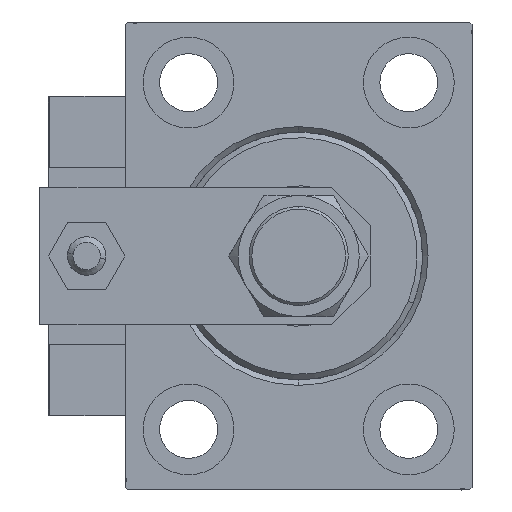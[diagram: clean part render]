
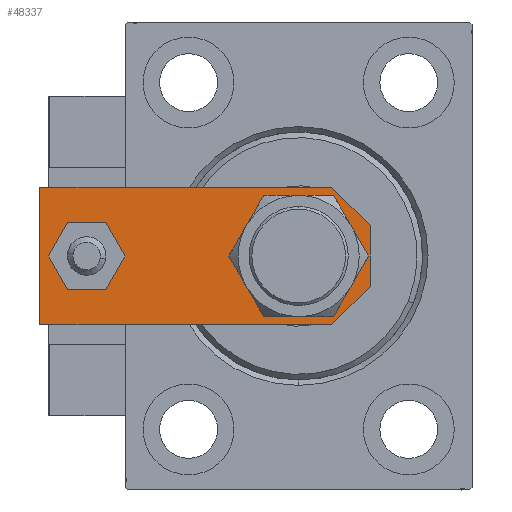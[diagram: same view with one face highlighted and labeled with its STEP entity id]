
A CAD part, left-side view. The second image highlights one B-rep face of the part: STEP entity #48337.
In plain terms, the highlighted face is planar.
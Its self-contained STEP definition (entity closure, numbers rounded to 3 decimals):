
#94 = DIRECTION ( 'NONE',  ( 0.707, -0.707, 0. ) ) ;
#275 = AXIS2_PLACEMENT_3D ( 'NONE', #28484, #44716, #48973 ) ;
#418 = ORIENTED_EDGE ( 'NONE', *, *, #25284, .F. ) ;
#530 = DIRECTION ( 'NONE',  ( 1., 0., 0. ) ) ;
#1153 = CARTESIAN_POINT ( 'NONE',  ( -4., 51.5, 6. ) ) ;
#1294 = VERTEX_POINT ( 'NONE', #1153 ) ;
#1367 = DIRECTION ( 'NONE',  ( 1., 0., 0. ) ) ;
#1671 = VERTEX_POINT ( 'NONE', #15153 ) ;
#1696 = CARTESIAN_POINT ( 'NONE',  ( -5.5, 0., 6. ) ) ;
#1877 = CIRCLE ( 'NONE', #44361, 8.25 ) ;
#1955 = AXIS2_PLACEMENT_3D ( 'NONE', #29558, #9620, #1367 ) ;
#3397 = CARTESIAN_POINT ( 'NONE',  ( 4., 51.5, 6. ) ) ;
#3765 = VERTEX_POINT ( 'NONE', #6588 ) ;
#4704 = VERTEX_POINT ( 'NONE', #39893 ) ;
#5069 = PLANE ( 'NONE',  #275 ) ;
#5624 = CARTESIAN_POINT ( 'NONE',  ( 2.75, -2.75, 6. ) ) ;
#5886 = LINE ( 'NONE', #5624, #6463 ) ;
#6463 = VECTOR ( 'NONE', #22651, 1000. ) ;
#6588 = CARTESIAN_POINT ( 'NONE',  ( 12.5, 60., 6. ) ) ;
#6916 = VECTOR ( 'NONE', #31084, 1000. ) ;
#7267 = DIRECTION ( 'NONE',  ( 0., -1., 0. ) ) ;
#7389 = DIRECTION ( 'NONE',  ( 0., 0., 1. ) ) ;
#7434 = LINE ( 'NONE', #11156, #41625 ) ;
#8014 = ORIENTED_EDGE ( 'NONE', *, *, #12916, .T. ) ;
#8170 = CARTESIAN_POINT ( 'NONE',  ( 0., 13., 6. ) ) ;
#9091 = DIRECTION ( 'NONE',  ( 1., 0., 0. ) ) ;
#9620 = DIRECTION ( 'NONE',  ( 0., 0., 1. ) ) ;
#10031 = CARTESIAN_POINT ( 'NONE',  ( 5.5, 0., 6. ) ) ;
#10487 = ORIENTED_EDGE ( 'NONE', *, *, #31256, .T. ) ;
#11136 = CARTESIAN_POINT ( 'NONE',  ( 8.25, 13., 6. ) ) ;
#11156 = CARTESIAN_POINT ( 'NONE',  ( 12.5, 0., 6. ) ) ;
#12023 = CARTESIAN_POINT ( 'NONE',  ( -8.25, 13., 6. ) ) ;
#12122 = EDGE_CURVE ( 'NONE', #39304, #44510, #1877, .T. ) ;
#12916 = EDGE_CURVE ( 'NONE', #20711, #30513, #25051, .T. ) ;
#14003 = EDGE_CURVE ( 'NONE', #1294, #23205, #18965, .T. ) ;
#14869 = CARTESIAN_POINT ( 'NONE',  ( 12.5, 60., 6. ) ) ;
#15153 = CARTESIAN_POINT ( 'NONE',  ( -12.5, 7., 6. ) ) ;
#15994 = VERTEX_POINT ( 'NONE', #51794 ) ;
#18641 = EDGE_CURVE ( 'NONE', #23205, #1294, #31829, .T. ) ;
#18748 = DIRECTION ( 'NONE',  ( 0., 0., 1. ) ) ;
#18965 = CIRCLE ( 'NONE', #1955, 4. ) ;
#20711 = VERTEX_POINT ( 'NONE', #1696 ) ;
#20744 = DIRECTION ( 'NONE',  ( 0., 0., 1. ) ) ;
#21032 = FACE_BOUND ( 'NONE', #51696, .T. ) ;
#22651 = DIRECTION ( 'NONE',  ( 0.707, 0.707, 0. ) ) ;
#22700 = CARTESIAN_POINT ( 'NONE',  ( -12.5, 60., 6. ) ) ;
#23205 = VERTEX_POINT ( 'NONE', #3397 ) ;
#23229 = LINE ( 'NONE', #22700, #35626 ) ;
#24054 = LINE ( 'NONE', #32544, #29056 ) ;
#24931 = EDGE_CURVE ( 'NONE', #30513, #4704, #5886, .T. ) ;
#25051 = LINE ( 'NONE', #45526, #45246 ) ;
#25186 = AXIS2_PLACEMENT_3D ( 'NONE', #44431, #20744, #530 ) ;
#25284 = EDGE_CURVE ( 'NONE', #44510, #39304, #43029, .T. ) ;
#25286 = FACE_BOUND ( 'NONE', #28819, .T. ) ;
#27374 = DIRECTION ( 'NONE',  ( 0., 1., 0. ) ) ;
#28484 = CARTESIAN_POINT ( 'NONE',  ( 0., 0., 6. ) ) ;
#28819 = EDGE_LOOP ( 'NONE', ( #40851, #418 ) ) ;
#29056 = VECTOR ( 'NONE', #94, 1000. ) ;
#29558 = CARTESIAN_POINT ( 'NONE',  ( 0., 51.5, 6. ) ) ;
#30513 = VERTEX_POINT ( 'NONE', #10031 ) ;
#31084 = DIRECTION ( 'NONE',  ( -1., 0., 0. ) ) ;
#31256 = EDGE_CURVE ( 'NONE', #15994, #1671, #23229, .T. ) ;
#31829 = CIRCLE ( 'NONE', #52249, 4. ) ;
#32544 = CARTESIAN_POINT ( 'NONE',  ( -2.75, -2.75, 6. ) ) ;
#33259 = FACE_OUTER_BOUND ( 'NONE', #36804, .T. ) ;
#34984 = DIRECTION ( 'NONE',  ( 1., 0., 0. ) ) ;
#35087 = LINE ( 'NONE', #14869, #6916 ) ;
#35272 = ORIENTED_EDGE ( 'NONE', *, *, #44505, .T. ) ;
#35626 = VECTOR ( 'NONE', #7267, 1000. ) ;
#36804 = EDGE_LOOP ( 'NONE', ( #10487, #48963, #8014, #51624, #49438, #35272 ) ) ;
#38961 = CARTESIAN_POINT ( 'NONE',  ( 0., 51.5, 6. ) ) ;
#39304 = VERTEX_POINT ( 'NONE', #12023 ) ;
#39538 = ORIENTED_EDGE ( 'NONE', *, *, #14003, .F. ) ;
#39893 = CARTESIAN_POINT ( 'NONE',  ( 12.5, 7., 6. ) ) ;
#40523 = EDGE_CURVE ( 'NONE', #4704, #3765, #7434, .T. ) ;
#40851 = ORIENTED_EDGE ( 'NONE', *, *, #12122, .F. ) ;
#41625 = VECTOR ( 'NONE', #27374, 1000. ) ;
#43029 = CIRCLE ( 'NONE', #25186, 8.25 ) ;
#44361 = AXIS2_PLACEMENT_3D ( 'NONE', #8170, #7389, #47813 ) ;
#44431 = CARTESIAN_POINT ( 'NONE',  ( 0., 13., 6. ) ) ;
#44505 = EDGE_CURVE ( 'NONE', #3765, #15994, #35087, .T. ) ;
#44510 = VERTEX_POINT ( 'NONE', #11136 ) ;
#44716 = DIRECTION ( 'NONE',  ( 0., 0., 1. ) ) ;
#45246 = VECTOR ( 'NONE', #9091, 1000. ) ;
#45492 = EDGE_CURVE ( 'NONE', #1671, #20711, #24054, .T. ) ;
#45526 = CARTESIAN_POINT ( 'NONE',  ( -12.5, 0., 6. ) ) ;
#47813 = DIRECTION ( 'NONE',  ( 1., 0., 0. ) ) ;
#48337 = ADVANCED_FACE ( 'NONE', ( #21032, #33259, #25286 ), #5069, .T. ) ;
#48963 = ORIENTED_EDGE ( 'NONE', *, *, #45492, .T. ) ;
#48973 = DIRECTION ( 'NONE',  ( 1., 0., 0. ) ) ;
#49438 = ORIENTED_EDGE ( 'NONE', *, *, #40523, .T. ) ;
#50015 = ORIENTED_EDGE ( 'NONE', *, *, #18641, .F. ) ;
#51624 = ORIENTED_EDGE ( 'NONE', *, *, #24931, .T. ) ;
#51696 = EDGE_LOOP ( 'NONE', ( #39538, #50015 ) ) ;
#51794 = CARTESIAN_POINT ( 'NONE',  ( -12.5, 60., 6. ) ) ;
#52249 = AXIS2_PLACEMENT_3D ( 'NONE', #38961, #18748, #34984 ) ;
